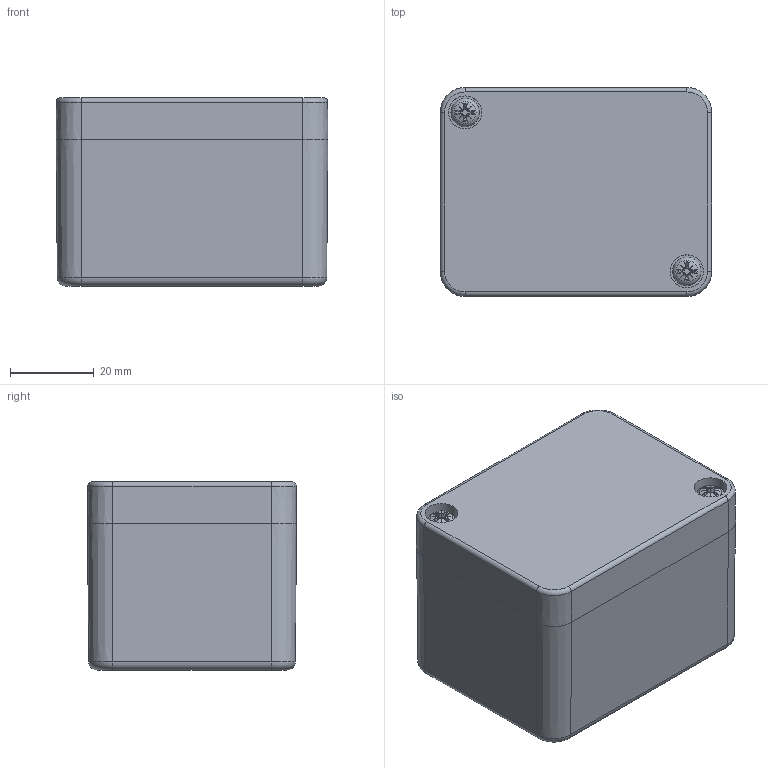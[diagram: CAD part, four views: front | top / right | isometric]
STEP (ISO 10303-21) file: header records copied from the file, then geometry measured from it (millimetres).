
FILE_DESCRIPTION((''),'2;1');
FILE_NAME('0402100500-MBT_060545-K_VE.stp','2015-12-22T14:37:21',('robin.rentz'),(''),'Autodesk Inventor 2012','Autodesk Inventor 2012','');
FILE_SCHEMA(('AUTOMOTIVE_DESIGN { 1 2 10303 214 0 1 1 1 }'));
Length unit declared in the file: millimetre
Products named in the file (6): 0402100500-MBT_060545-K_VE; 0401100402-UT_060505_VE; 0302100201-OT_060504-K_VE; xxx-O-Ring--OT--MBM-MBT_060504; 1990000007 M4 Gewindebuchse; 1990000006 Schrauben A2 BM4x32_10
Assembly tree (7 placements, depth 2):
  0402100500-MBT_060545-K_VE
    0401100402-UT_060505_VE
    0302100201-OT_060504-K_VE
    xxx-O-Ring--OT--MBM-MBT_060504
    1990000007 M4 Gewindebuchse  x2
    1990000006 Schrauben A2 BM4x32_10  x2
Bounding box: 65 x 50 x 45 mm (x, y, z)
Volume: 46935.2 mm3; surface area: 38459.2 mm2
Topology: 7 solids, 7 shells, 961 faces, 2320 edges, 1400 vertices
Faces by surface type: plane 341, cylinder 250, cone 218, torus 134, bspline 16, sphere 2
Full cylindrical faces by diameter (mm): 3.242 x2, 3.3 x2, 4 x2, 4.4 x2, 4.5 x4, 4.9 x2, 5.1 x2, 6.8 x2, 7 x2, 7.4 x4, 7.9 x2
Entity records: 20554 total; most frequent: CARTESIAN_POINT 4399, DIRECTION 3596, ORIENTED_EDGE 3234, EDGE_CURVE 1617, AXIS2_PLACEMENT_3D 1472, VERTEX_POINT 995, CIRCLE 769, EDGE_LOOP 764
